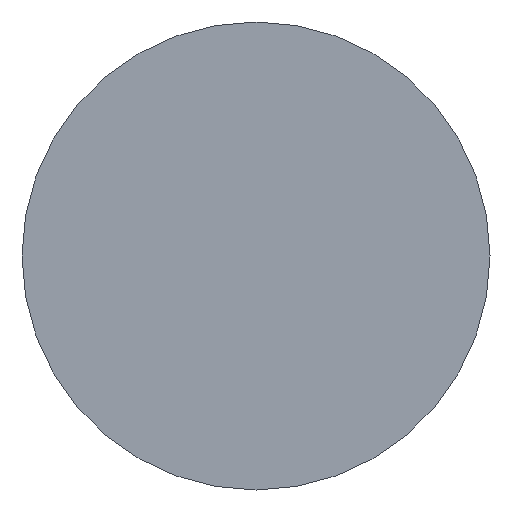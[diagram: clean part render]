
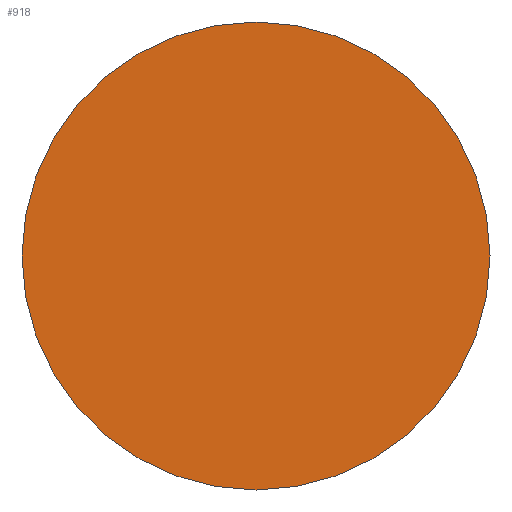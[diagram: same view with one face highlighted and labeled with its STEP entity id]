
A CAD part, front view. The second image highlights one B-rep face of the part: STEP entity #918.
In plain terms, the highlighted planar face has unit normal (0, -1, 0).
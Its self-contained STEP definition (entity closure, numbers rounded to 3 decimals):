
#57=PLANE('',#1019);
#149=FACE_OUTER_BOUND('',#204,.T.);
#204=EDGE_LOOP('',(#722,#723));
#315=CIRCLE('',#1020,37.503);
#316=CIRCLE('',#1021,37.503);
#409=VERTEX_POINT('',#1577);
#410=VERTEX_POINT('',#1578);
#523=EDGE_CURVE('',#409,#410,#315,.T.);
#524=EDGE_CURVE('',#410,#409,#316,.T.);
#722=ORIENTED_EDGE('',*,*,#523,.F.);
#723=ORIENTED_EDGE('',*,*,#524,.F.);
#918=ADVANCED_FACE('',(#149),#57,.T.);
#1019=AXIS2_PLACEMENT_3D('',#1576,#1223,#1224);
#1020=AXIS2_PLACEMENT_3D('',#1579,#1225,#1226);
#1021=AXIS2_PLACEMENT_3D('',#1580,#1227,#1228);
#1223=DIRECTION('center_axis',(0.,-1.,0.));
#1224=DIRECTION('ref_axis',(0.,0.,-1.));
#1225=DIRECTION('center_axis',(0.,1.,0.));
#1226=DIRECTION('ref_axis',(-1.,0.,0.));
#1227=DIRECTION('center_axis',(0.,1.,0.));
#1228=DIRECTION('ref_axis',(-1.,0.,0.));
#1576=CARTESIAN_POINT('Origin',(-18.751,0.,0.));
#1577=CARTESIAN_POINT('',(-37.503,0.,0.));
#1578=CARTESIAN_POINT('',(37.503,0.,0.));
#1579=CARTESIAN_POINT('Origin',(0.,0.,0.));
#1580=CARTESIAN_POINT('Origin',(0.,0.,0.));
